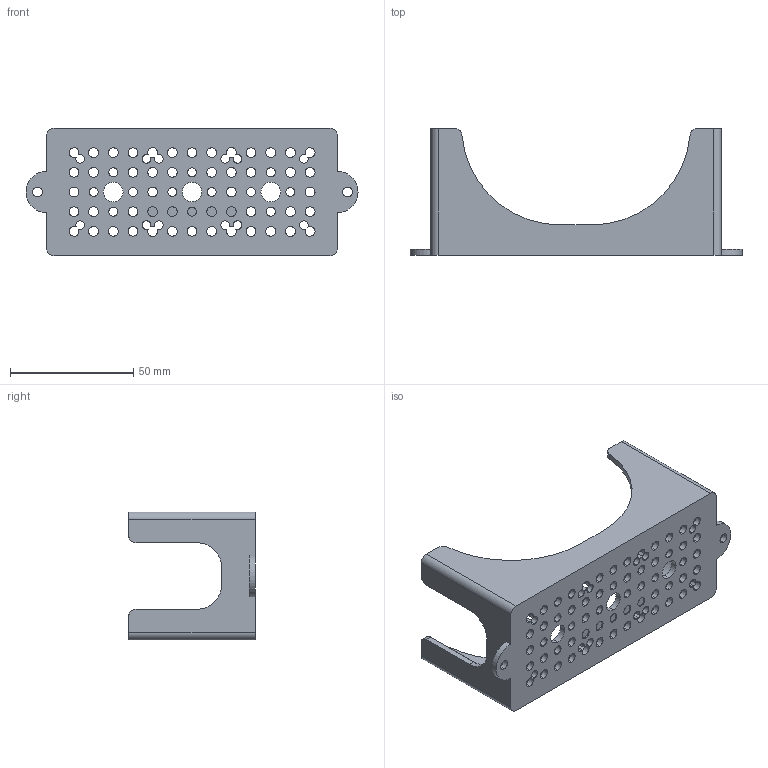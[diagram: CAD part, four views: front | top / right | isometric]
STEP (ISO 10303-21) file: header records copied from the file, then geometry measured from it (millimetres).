
FILE_DESCRIPTION (( 'STEP AP214' ), '1' );
FILE_NAME ('batteryftcbase.STEP', '2020-02-09T17:01:18', ( '' ), ( '' ), 'SwSTEP 2.0', 'SolidWorks 2018', '' );
FILE_SCHEMA (( 'AUTOMOTIVE_DESIGN' ));
Length unit declared in the file: millimetre
Products named in the file (1): batteryftcbase
Bounding box: 134.93 x 51.5 x 52 mm (x, y, z)
Volume: 37695.3 mm3; surface area: 30359.3 mm2
Topology: 1 solids, 1 shells, 415 faces, 1148 edges, 764 vertices
Faces by surface type: cylinder 212, bspline 103, plane 100
Entity records: 18942 total; most frequent: CARTESIAN_POINT 8355, ORIENTED_EDGE 2296, DIRECTION 1980, EDGE_CURVE 1148, VERTEX_POINT 764, AXIS2_PLACEMENT_3D 733, EDGE_LOOP 568, LINE 514
